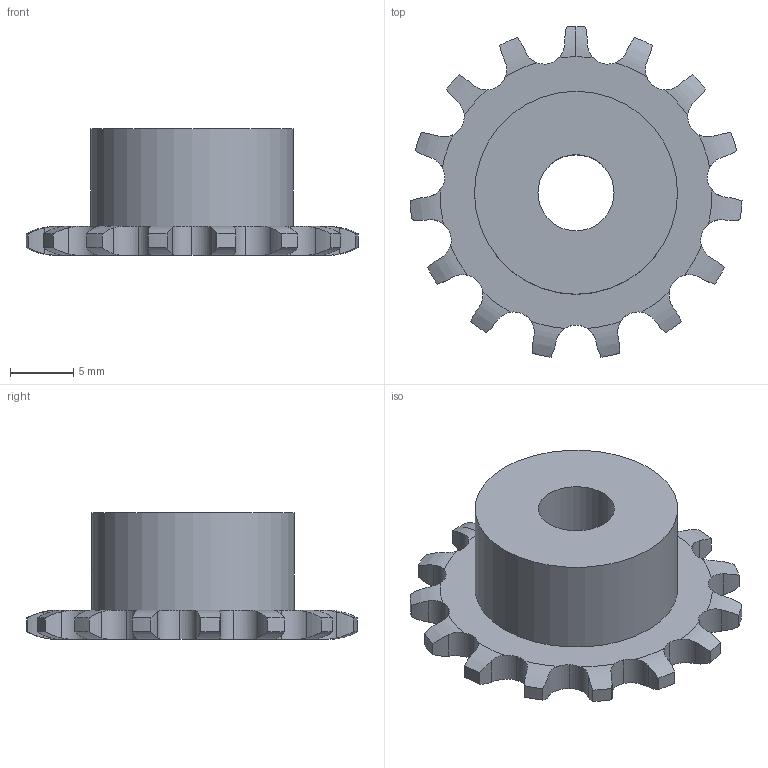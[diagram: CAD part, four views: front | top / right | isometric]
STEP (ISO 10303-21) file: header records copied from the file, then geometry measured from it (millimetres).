
FILE_DESCRIPTION(('FreeCAD Model'),'2;1');
FILE_NAME('Open CASCADE Shape Model','2021-02-24T18:59:09',('Author'),( ''),'Open CASCADE STEP processor 7.4','FreeCAD','Unknown');
FILE_SCHEMA(('AUTOMOTIVE_DESIGN { 1 0 10303 214 1 1 1 1 }'));
Length unit declared in the file: millimetre
Products named in the file (1): Hole
Bounding box: 26.17 x 26.05 x 10 mm (x, y, z)
Volume: 2214.1 mm3; surface area: 1608.3 mm2
Topology: 1 solids, 1 shells, 112 faces, 327 edges, 218 vertices
Faces by surface type: cylinder 77, revolution 32, plane 3
Full cylindrical faces by diameter (mm): 6 x1, 16 x1
Entity records: 11790 total; most frequent: CARTESIAN_POINT 5892, DIRECTION 931, ORIENTED_EDGE 654, PCURVE 654, DEFINITIONAL_REPRESENTATION 654, B_SPLINE_CURVE_WITH_KNOTS 390, LINE 365, VECTOR 365
